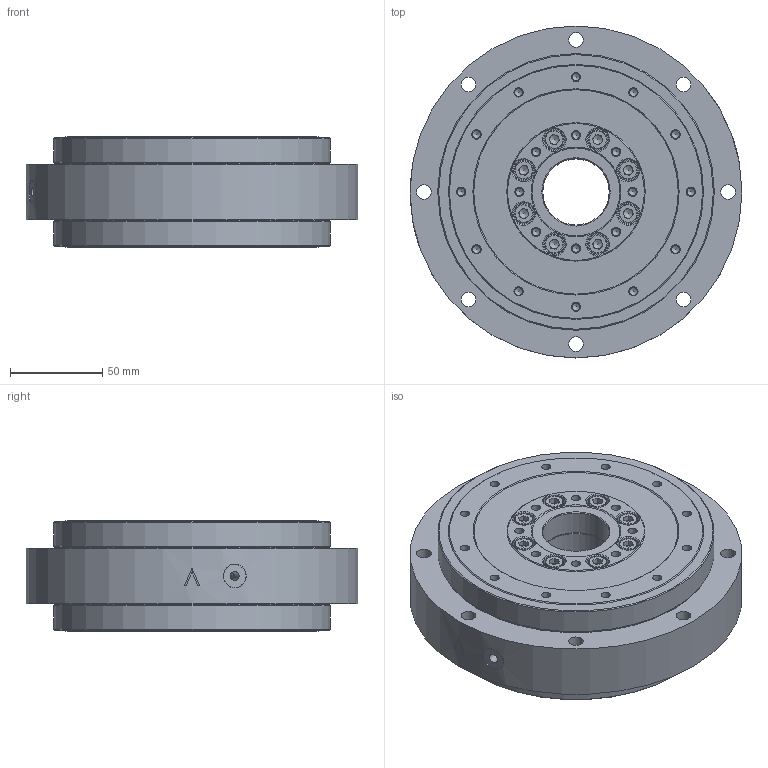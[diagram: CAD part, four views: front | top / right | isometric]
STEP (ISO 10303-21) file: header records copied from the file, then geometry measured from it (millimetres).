
FILE_DESCRIPTION (( 'STEP AP203' ), '1' );
FILE_NAME ('SS-150.STEP', '2019-05-13T16:51:48', ( '' ), ( '' ), 'SwSTEP 2.0', 'SolidWorks 2019', '' );
FILE_SCHEMA (( 'CONFIG_CONTROL_DESIGN' ));
Length unit declared in the file: inch
Products named in the file (1): SS-150
Bounding box: 180 x 180 x 60.01 mm (x, y, z)
Volume: 1192920.9 mm3; surface area: 118936.9 mm2
Topology: 17 solids, 17 shells, 720 faces, 1522 edges, 951 vertices
Faces by surface type: plane 383, cylinder 210, cone 88, torus 32, bspline 7
Full cylindrical faces by diameter (mm): 4.2 x42, 5 x42, 6 x16, 6.4 x16, 6.6 x16, 8 x8, 10 x16, 11 x24, 11.75 x16, 12.7 x2, 36 x3, 148.984 x2, 150 x2, 180 x1
Entity records: 18741 total; most frequent: CARTESIAN_POINT 4654, DIRECTION 3096, ORIENTED_EDGE 2204, AXIS2_PLACEMENT_3D 1343, EDGE_LOOP 1211, EDGE_CURVE 1102, FACE_OUTER_BOUND 958, VERTEX_POINT 857
